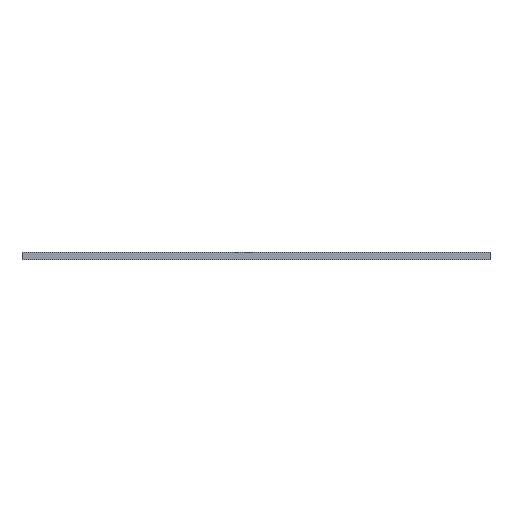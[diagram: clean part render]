
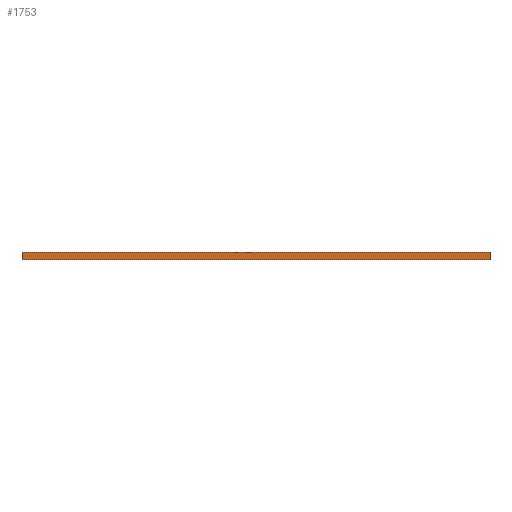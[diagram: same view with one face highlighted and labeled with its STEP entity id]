
A CAD part, front view. The second image highlights one B-rep face of the part: STEP entity #1753.
In plain terms, the highlighted planar face has unit normal (0, -1, 0).
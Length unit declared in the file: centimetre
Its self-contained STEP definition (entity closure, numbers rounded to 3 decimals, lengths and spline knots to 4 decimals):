
#81=PLANE('',#1933);
#167=FACE_OUTER_BOUND('',#253,.T.);
#253=EDGE_LOOP('',(#1449,#1450,#1451,#1452));
#445=LINE('',#2928,#617);
#446=LINE('',#2931,#618);
#447=LINE('',#2933,#619);
#448=LINE('',#2934,#620);
#617=VECTOR('',#2421,1.);
#618=VECTOR('',#2424,1.);
#619=VECTOR('',#2425,1.);
#620=VECTOR('',#2426,1.);
#869=VERTEX_POINT('',#2924);
#870=VERTEX_POINT('',#2926);
#871=VERTEX_POINT('',#2930);
#872=VERTEX_POINT('',#2932);
#1117=EDGE_CURVE('',#869,#870,#445,.T.);
#1118=EDGE_CURVE('',#871,#869,#446,.T.);
#1119=EDGE_CURVE('',#872,#870,#447,.T.);
#1120=EDGE_CURVE('',#871,#872,#448,.T.);
#1449=ORIENTED_EDGE('',*,*,#1118,.T.);
#1450=ORIENTED_EDGE('',*,*,#1117,.T.);
#1451=ORIENTED_EDGE('',*,*,#1119,.F.);
#1452=ORIENTED_EDGE('',*,*,#1120,.F.);
#1753=ADVANCED_FACE('',(#167),#81,.T.);
#1933=AXIS2_PLACEMENT_3D('',#2929,#2422,#2423);
#2421=DIRECTION('',(0.,0.,1.));
#2422=DIRECTION('center_axis',(0.,-1.,0.));
#2423=DIRECTION('ref_axis',(1.,0.,0.));
#2424=DIRECTION('',(1.,0.,0.));
#2425=DIRECTION('',(1.,0.,0.));
#2426=DIRECTION('',(0.,0.,1.));
#2924=CARTESIAN_POINT('',(9.001,-6.7125,0.));
#2926=CARTESIAN_POINT('',(9.001,-6.7125,0.15));
#2928=CARTESIAN_POINT('',(9.001,-6.7125,0.));
#2929=CARTESIAN_POINT('Origin',(-0.999,-6.7125,0.));
#2930=CARTESIAN_POINT('',(-0.999,-6.7125,0.));
#2931=CARTESIAN_POINT('',(-0.999,-6.7125,0.));
#2932=CARTESIAN_POINT('',(-0.999,-6.7125,0.15));
#2933=CARTESIAN_POINT('',(-0.999,-6.7125,0.15));
#2934=CARTESIAN_POINT('',(-0.999,-6.7125,0.));
